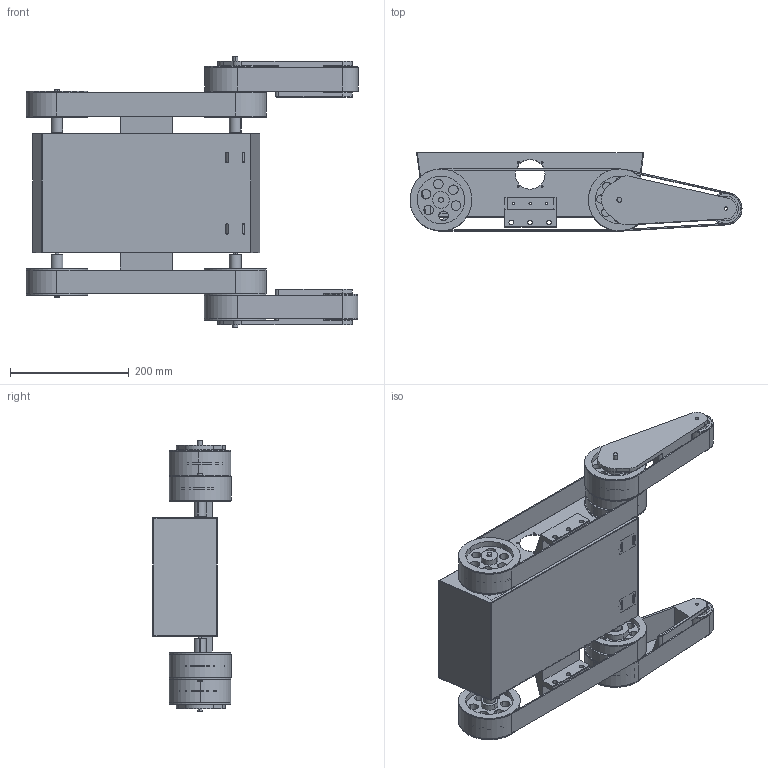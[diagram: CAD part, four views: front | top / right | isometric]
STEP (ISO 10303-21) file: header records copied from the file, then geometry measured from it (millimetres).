
FILE_DESCRIPTION (( 'STEP AP214' ), '1' );
FILE_NAME ('PackBot Final CAD.STEP', '2025-07-05T18:48:45', ( '' ), ( '' ), 'SwSTEP 2.0', 'SolidWorks 2024', '' );
FILE_SCHEMA (( 'AUTOMOTIVE_DESIGN' ));
Length unit declared in the file: millimetre
Products named in the file (25): chassis base; Belt4-9^PackBot Final CAD; Belt3-8^PackBot Final CAD; Belt1-6^PackBot Final CAD; back 8 mm shaft; shaft 8mm front; L johnson clamp; Rhino Planetary.step; Belt2-7^PackBot Final CAD; chassis side; coupler 6x8; middle wheel large; chassis front and back; Rhino Planetary v2; orange johnson arm; back wheel; front wheel small; ball bearing 8mm id; eBom-FreeParts.step; Component1.step; arm v3; Rhino Planetary v2.step; PackBot Final CAD; ig32 mounting bracket; belt support v1
Assembly tree (45 placements, depth 5):
  PackBot Final CAD
    chassis side  x2
    ig32 mounting bracket  x2
    Rhino Planetary v2  x2
      Rhino Planetary v2.step
        Rhino Planetary.step
          Component1.step
        eBom-FreeParts.step
    coupler 6x8  x4
    L johnson clamp  x2
    chassis base
    chassis front and back  x2
    orange johnson arm  x2
    back 8 mm shaft  x2
    shaft 8mm front  x2
    ball bearing 8mm id  x6
    middle wheel large  x2
    back wheel  x2
    arm v3  x2
    front wheel small  x2
    belt support v1  x2
    Belt1-6^PackBot Final CAD
    Belt2-7^PackBot Final CAD
    Belt3-8^PackBot Final CAD
    Belt4-9^PackBot Final CAD
Bounding box: 558.42 x 131.36 x 456.3 mm (x, y, z)
Volume: 2775113 mm3; surface area: 1197144.9 mm2
Topology: 51 solids, 51 shells, 1278 faces, 3172 edges, 2046 vertices
Faces by surface type: cylinder 752, plane 392, torus 70, cone 64
Entity records: 20499 total; most frequent: CARTESIAN_POINT 4066, DIRECTION 3512, ORIENTED_EDGE 3028, EDGE_CURVE 1514, AXIS2_PLACEMENT_3D 1395, VERTEX_POINT 983, EDGE_LOOP 825, CIRCLE 727
